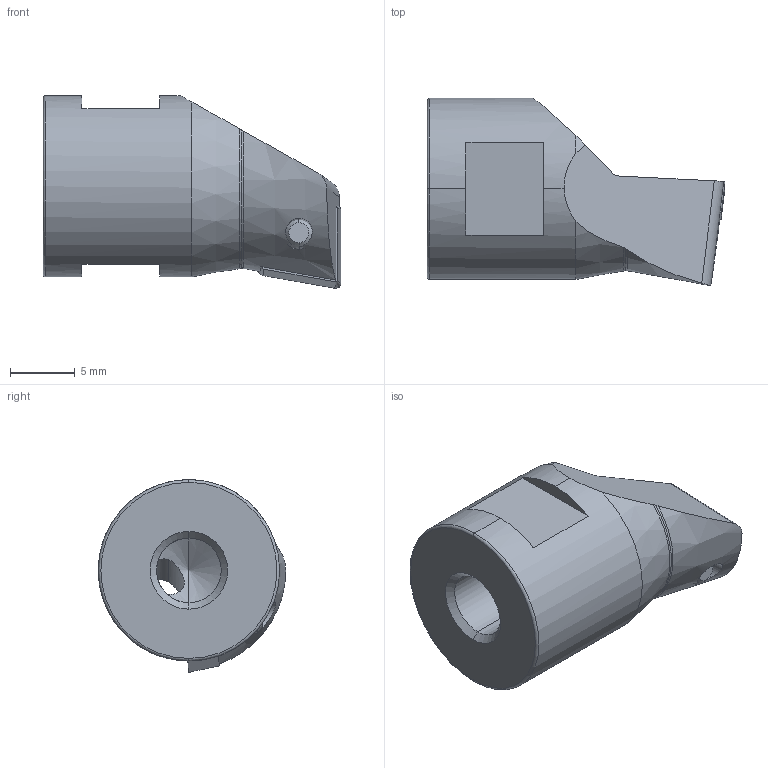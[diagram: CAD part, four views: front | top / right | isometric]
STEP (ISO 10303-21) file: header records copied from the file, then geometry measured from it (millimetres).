
FILE_DESCRIPTION (( 'STEP AP203' ), '1' );
FILE_NAME ('HS6-A16.K11.023.STEP', '2017-11-10T07:59:20', ( 'SWIAdmin' ), ( 'Hewlett-Packard Company' ), 'SwSTEP 2.0', 'SolidWorks 2017', '' );
FILE_SCHEMA (( 'CONFIG_CONTROL_DESIGN' ));
Length unit declared in the file: millimetre
Products named in the file (4): HS6-A16.K11.023; HS6-A16.K11.023_A; WCA-ER2.001.006_A; CCMT060204
Assembly tree (3 placements, depth 2):
  HS6-A16.K11.023
    HS6-A16.K11.023_A
    WCA-ER2.001.006_A
    CCMT060204
Bounding box: 23 x 14.48 x 14.88 mm (x, y, z)
Volume: 2167.1 mm3; surface area: 1511.9 mm2
Topology: 3 solids, 3 shells, 125 faces, 321 edges, 196 vertices
Faces by surface type: cylinder 35, plane 34, cone 30, torus 12, bspline 12, sphere 2
Entity records: 4504 total; most frequent: CARTESIAN_POINT 1245, ORIENTED_EDGE 630, DIRECTION 575, EDGE_CURVE 315, AXIS2_PLACEMENT_3D 230, VERTEX_POINT 196, EDGE_LOOP 131, ADVANCED_FACE 125
